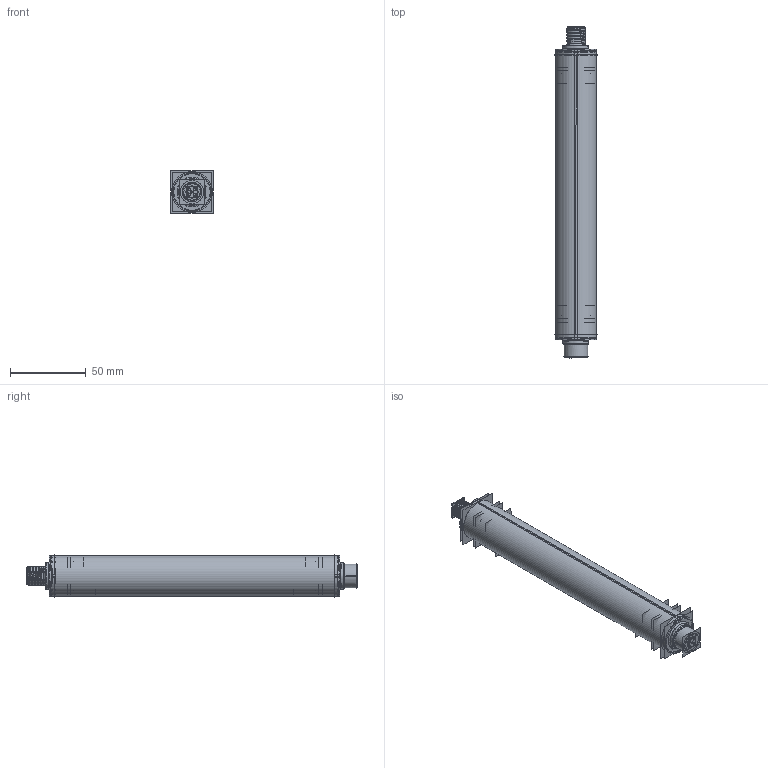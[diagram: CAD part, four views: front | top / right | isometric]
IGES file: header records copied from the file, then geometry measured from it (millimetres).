
Start section:  PTC IGES file: 185254.igs
Global section: file name: 185254.igs; native system: Creo Parametric by PTC Inc.; preprocessor: 2019292; author: PDMAdmin; organization: Unknown; date: 20221019.113023; units: millimetre
Bounding box: 28.08 x 219.86 x 28.1 mm (x, y, z)
Volume: 35203 mm3; surface area: 215433 mm2
Topology: 11 solids, 11 shells, 1734 faces, 8638 edges, 10877 vertices
Faces by surface type: revolution 888, bspline 846
